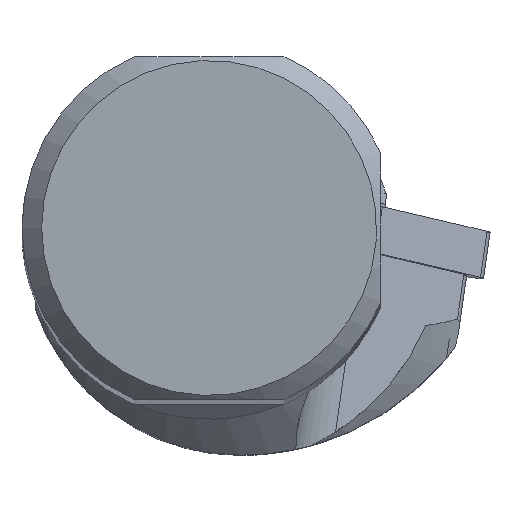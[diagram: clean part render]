
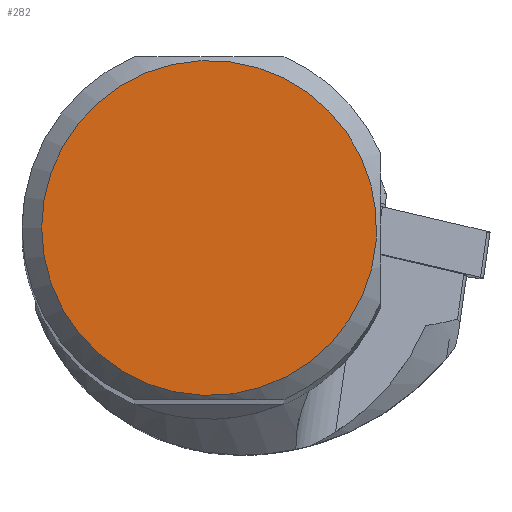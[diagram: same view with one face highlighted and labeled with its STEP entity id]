
A CAD part, top view. The second image highlights one B-rep face of the part: STEP entity #282.
In plain terms, the highlighted planar face has unit normal (0, 0, 1).
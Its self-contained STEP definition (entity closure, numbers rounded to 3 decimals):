
#201=FACE_OUTER_BOUND('',#668,.T.);
#282=ADVANCED_FACE('CU_SU_BP3',(#201),#343,.T.);
#343=PLANE('',#1754);
#668=EDGE_LOOP('',(#916));
#916=ORIENTED_EDGE('',*,*,#1448,.F.);
#1265=VERTEX_POINT('',#2695);
#1448=EDGE_CURVE('',#1265,#1265,#1565,.T.);
#1565=CIRCLE('',#1752,17.039);
#1752=AXIS2_PLACEMENT_3D('',#2694,#2071,#2072);
#1754=AXIS2_PLACEMENT_3D('',#2697,#2075,#2076);
#2071=DIRECTION('',(0.,0.,-1.));
#2072=DIRECTION('',(-1.,0.,0.));
#2075=DIRECTION('',(0.,0.,1.));
#2076=DIRECTION('',(-1.,0.,0.));
#2694=CARTESIAN_POINT('',(0.,0.,0.));
#2695=CARTESIAN_POINT('',(-17.039,0.,0.));
#2697=CARTESIAN_POINT('',(0.,0.,0.));
